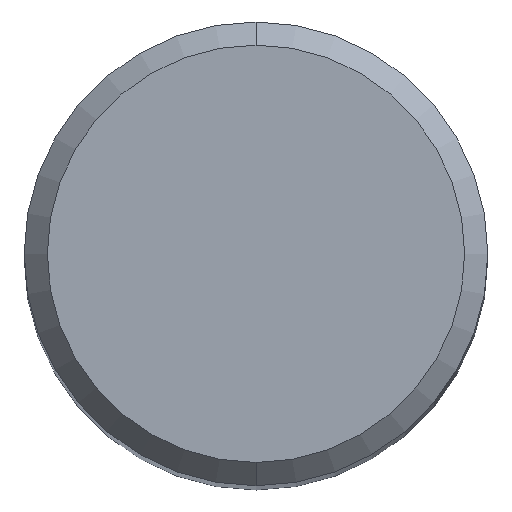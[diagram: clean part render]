
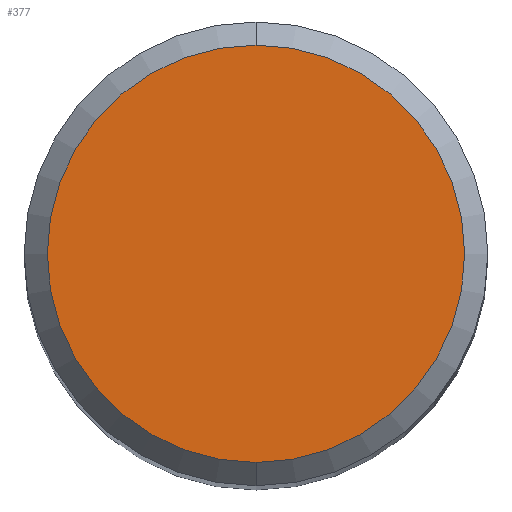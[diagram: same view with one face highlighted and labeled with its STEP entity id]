
A CAD part, top view. The second image highlights one B-rep face of the part: STEP entity #377.
In plain terms, the highlighted planar face has unit normal (0, 0, 1).
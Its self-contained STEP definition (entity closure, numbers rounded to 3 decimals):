
#195=EDGE_CURVE('',#379,#365,#491,.T.);
#277=EDGE_CURVE('',#365,#379,#579,.T.);
#365=VERTEX_POINT('',#673);
#377=ADVANCED_FACE('',(#685),#686,.T.);
#379=VERTEX_POINT('',#688);
#491=CIRCLE('',#817,3.6);
#579=CIRCLE('',#994,3.6);
#673=CARTESIAN_POINT('',(0.,-3.6,41.567));
#685=FACE_OUTER_BOUND('',#1278,.T.);
#686=PLANE('',#1279);
#688=CARTESIAN_POINT('',(0.0,3.6,41.567));
#817=AXIS2_PLACEMENT_3D('',#1455,#1456,#1457);
#994=AXIS2_PLACEMENT_3D('',#1543,#1544,#1545);
#1278=EDGE_LOOP('',(#1641,#1642));
#1279=AXIS2_PLACEMENT_3D('',#1643,#1644,#1645);
#1455=CARTESIAN_POINT('',(0.0,0.0,41.567));
#1456=DIRECTION('',(0.0,0.0,-1.0));
#1457=DIRECTION('',(0.0,1.0,0.0));
#1543=CARTESIAN_POINT('',(0.0,0.0,41.567));
#1544=DIRECTION('',(0.0,0.0,-1.0));
#1545=DIRECTION('',(0.0,1.0,0.0));
#1641=ORIENTED_EDGE('',*,*,#195,.F.);
#1642=ORIENTED_EDGE('',*,*,#277,.F.);
#1643=CARTESIAN_POINT('',(0.0,1.8,41.567));
#1644=DIRECTION('',(0.0,0.0,1.0));
#1645=DIRECTION('',(0.0,-1.0,0.0));
